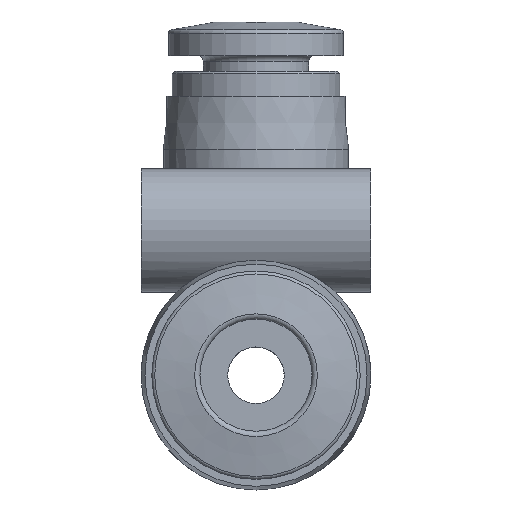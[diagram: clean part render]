
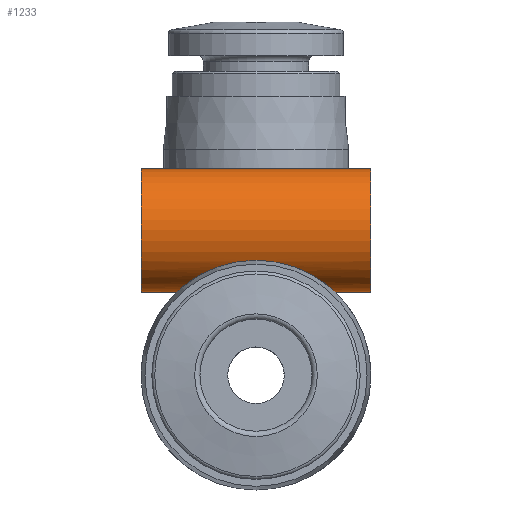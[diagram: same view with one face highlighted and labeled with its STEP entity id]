
A CAD part, left-side view. The second image highlights one B-rep face of the part: STEP entity #1233.
In plain terms, the highlighted cylindrical face has radius 3.5 mm (diameter 7 mm), a full revolution.
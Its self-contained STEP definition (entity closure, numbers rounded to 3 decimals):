
#61=B_SPLINE_CURVE_WITH_KNOTS('',3,(#1623,#1624,#1625,#1626,#1627,#1628,
#1629,#1630,#1631,#1632,#1633,#1634,#1635,#1636,#1637,#1638),
 .UNSPECIFIED.,.F.,.F.,(4,1,1,1,1,1,1,1,1,1,1,1,1,4),(0.001,
0.003,0.004,0.005,0.006,
0.007,0.009,0.011,0.012,
0.013,0.014,0.015,0.017,
0.018),.UNSPECIFIED.);
#67=B_SPLINE_CURVE_WITH_KNOTS('',3,(#1685,#1686,#1687,#1688,#1689,#1690,
#1691,#1692,#1693,#1694,#1695,#1696,#1697,#1698,#1699,#1700,#1701),
 .UNSPECIFIED.,.F.,.F.,(4,1,1,1,1,1,1,1,1,1,1,1,1,1,4),(0.016,
0.017,0.019,0.02,0.021,
0.022,0.023,0.026,0.028,
0.029,0.031,0.032,0.033,
0.034,0.035),.UNSPECIFIED.);
#68=B_SPLINE_CURVE_WITH_KNOTS('',3,(#1705,#1706,#1707,#1708),
 .UNSPECIFIED.,.F.,.F.,(4,4),(0.,0.001),
 .UNSPECIFIED.);
#69=B_SPLINE_CURVE_WITH_KNOTS('',3,(#1709,#1710,#1711,#1712),
 .UNSPECIFIED.,.F.,.F.,(4,4),(0.003,0.004),
 .UNSPECIFIED.);
#241=ORIENTED_EDGE('',*,*,#334,.F.);
#242=ORIENTED_EDGE('',*,*,#335,.T.);
#243=ORIENTED_EDGE('',*,*,#254,.T.);
#244=ORIENTED_EDGE('',*,*,#266,.T.);
#245=ORIENTED_EDGE('',*,*,#263,.T.);
#246=ORIENTED_EDGE('',*,*,#265,.T.);
#254=EDGE_CURVE('',#339,#340,#61,.T.);
#263=EDGE_CURVE('',#348,#347,#67,.T.);
#265=EDGE_CURVE('',#347,#339,#68,.T.);
#266=EDGE_CURVE('',#340,#348,#69,.T.);
#334=EDGE_CURVE('',#409,#409,#470,.T.);
#335=EDGE_CURVE('',#410,#410,#471,.T.);
#339=VERTEX_POINT('',#1639);
#340=VERTEX_POINT('',#1640);
#347=VERTEX_POINT('',#1683);
#348=VERTEX_POINT('',#1684);
#409=VERTEX_POINT('',#1960);
#410=VERTEX_POINT('',#1962);
#470=CIRCLE('',#1360,3.5);
#471=CIRCLE('',#1361,3.5);
#585=EDGE_LOOP('',(#241));
#586=EDGE_LOOP('',(#242));
#587=EDGE_LOOP('',(#243,#244,#245,#246));
#705=FACE_BOUND('',#585,.T.);
#706=FACE_BOUND('',#586,.T.);
#707=FACE_BOUND('',#587,.T.);
#736=CYLINDRICAL_SURFACE('',#1359,3.5);
#1233=ADVANCED_FACE('',(#705,#706,#707),#736,.T.);
#1359=AXIS2_PLACEMENT_3D('',#1958,#1603,#1604);
#1360=AXIS2_PLACEMENT_3D('',#1959,#1605,#1606);
#1361=AXIS2_PLACEMENT_3D('',#1961,#1607,#1608);
#1603=DIRECTION('',(0.,1.,0.));
#1604=DIRECTION('',(0.,0.,1.));
#1605=DIRECTION('',(0.,1.,0.));
#1606=DIRECTION('',(0.,0.,1.));
#1607=DIRECTION('',(0.,1.,0.));
#1608=DIRECTION('',(0.,0.,1.));
#1623=CARTESIAN_POINT('',(-4.648,-2.442,5.859));
#1624=CARTESIAN_POINT('',(-4.356,-2.997,6.184));
#1625=CARTESIAN_POINT('',(-3.828,-3.603,6.998));
#1626=CARTESIAN_POINT('',(-3.703,-3.72,8.45));
#1627=CARTESIAN_POINT('',(-3.943,-3.48,9.485));
#1628=CARTESIAN_POINT('',(-4.401,-2.906,10.286));
#1629=CARTESIAN_POINT('',(-5.019,-1.78,10.941));
#1630=CARTESIAN_POINT('',(-5.403,0.,11.159));
#1631=CARTESIAN_POINT('',(-5.023,1.77,10.943));
#1632=CARTESIAN_POINT('',(-4.405,2.899,10.292));
#1633=CARTESIAN_POINT('',(-3.948,3.474,9.498));
#1634=CARTESIAN_POINT('',(-3.704,3.72,8.462));
#1635=CARTESIAN_POINT('',(-3.793,3.634,7.378));
#1636=CARTESIAN_POINT('',(-4.175,3.212,6.447));
#1637=CARTESIAN_POINT('',(-4.5,2.723,6.024));
#1638=CARTESIAN_POINT('',(-4.648,2.442,5.859));
#1639=CARTESIAN_POINT('',(-4.648,-2.442,5.859));
#1640=CARTESIAN_POINT('',(-4.648,2.442,5.859));
#1683=CARTESIAN_POINT('',(-4.8,-3.123,5.701));
#1684=CARTESIAN_POINT('',(-4.8,3.123,5.701));
#1685=CARTESIAN_POINT('',(-4.8,3.123,5.701));
#1686=CARTESIAN_POINT('',(-4.977,3.439,5.527));
#1687=CARTESIAN_POINT('',(-5.438,3.999,5.148));
#1688=CARTESIAN_POINT('',(-6.49,4.48,4.712));
#1689=CARTESIAN_POINT('',(-7.737,4.53,4.661));
#1690=CARTESIAN_POINT('',(-8.859,4.142,5.029));
#1691=CARTESIAN_POINT('',(-9.635,3.365,5.596));
#1692=CARTESIAN_POINT('',(-10.206,2.006,6.269));
#1693=CARTESIAN_POINT('',(-10.378,-0.007,6.655));
#1694=CARTESIAN_POINT('',(-10.206,-2.008,6.268));
#1695=CARTESIAN_POINT('',(-9.633,-3.368,5.594));
#1696=CARTESIAN_POINT('',(-8.86,-4.14,5.031));
#1697=CARTESIAN_POINT('',(-7.744,-4.529,4.663));
#1698=CARTESIAN_POINT('',(-6.496,-4.482,4.711));
#1699=CARTESIAN_POINT('',(-5.44,-4.002,5.146));
#1700=CARTESIAN_POINT('',(-4.978,-3.441,5.526));
#1701=CARTESIAN_POINT('',(-4.8,-3.123,5.701));
#1705=CARTESIAN_POINT('',(-4.8,-3.123,5.701));
#1706=CARTESIAN_POINT('',(-4.742,-2.898,5.758));
#1707=CARTESIAN_POINT('',(-4.691,-2.671,5.811));
#1708=CARTESIAN_POINT('',(-4.648,-2.442,5.859));
#1709=CARTESIAN_POINT('',(-4.648,2.442,5.859));
#1710=CARTESIAN_POINT('',(-4.691,2.671,5.811));
#1711=CARTESIAN_POINT('',(-4.742,2.899,5.757));
#1712=CARTESIAN_POINT('',(-4.8,3.123,5.701));
#1958=CARTESIAN_POINT('',(-7.25,6.5,8.2));
#1959=CARTESIAN_POINT('',(-7.25,6.5,8.2));
#1960=CARTESIAN_POINT('',(-7.25,6.5,11.7));
#1961=CARTESIAN_POINT('',(-7.25,-6.5,8.2));
#1962=CARTESIAN_POINT('',(-7.25,-6.5,11.7));
